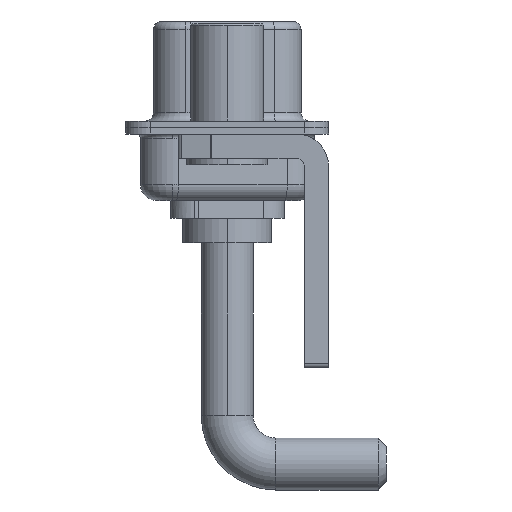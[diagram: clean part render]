
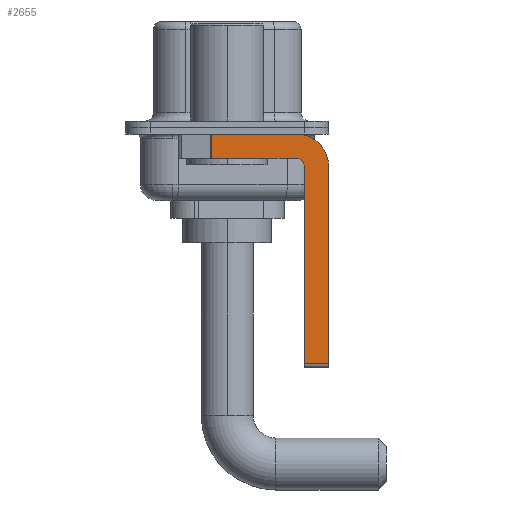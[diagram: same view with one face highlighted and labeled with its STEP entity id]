
A CAD part, left-side view. The second image highlights one B-rep face of the part: STEP entity #2655.
In plain terms, the highlighted planar face has unit normal (-1, 0, 0).
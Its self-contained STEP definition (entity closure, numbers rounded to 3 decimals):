
#325 = DIRECTION ( 'NONE',  ( 0., 0., -1. ) ) ;
#387 = CARTESIAN_POINT ( 'NONE',  ( -2.9, 0.978, -0.4 ) ) ;
#535 = DIRECTION ( 'NONE',  ( 1., 0., 0. ) ) ;
#573 = CARTESIAN_POINT ( 'NONE',  ( -2.9, -4.75, -14.8 ) ) ;
#722 = DIRECTION ( 'NONE',  ( 0., 1., 0. ) ) ;
#906 = ORIENTED_EDGE ( 'NONE', *, *, #9841, .F. ) ;
#1177 = EDGE_CURVE ( 'NONE', #13832, #2957, #9507, .T. ) ;
#1190 = CARTESIAN_POINT ( 'NONE',  ( -2.9, -4.25, -2.4 ) ) ;
#2013 = EDGE_CURVE ( 'NONE', #4262, #16024, #9371, .T. ) ;
#2239 = LINE ( 'NONE', #9306, #14214 ) ;
#2655 = ADVANCED_FACE ( 'NONE', ( #3455 ), #7514, .F. ) ;
#2957 = VERTEX_POINT ( 'NONE', #16393 ) ;
#3222 = LINE ( 'NONE', #573, #10708 ) ;
#3455 = FACE_OUTER_BOUND ( 'NONE', #12446, .T. ) ;
#4116 = DIRECTION ( 'NONE',  ( -1., 0., 0. ) ) ;
#4262 = VERTEX_POINT ( 'NONE', #387 ) ;
#4438 = ORIENTED_EDGE ( 'NONE', *, *, #7187, .F. ) ;
#4885 = DIRECTION ( 'NONE',  ( 0., -1., 0. ) ) ;
#5948 = VERTEX_POINT ( 'NONE', #9988 ) ;
#6007 = CARTESIAN_POINT ( 'NONE',  ( -2.9, -6.25, -2.4 ) ) ;
#7096 = ORIENTED_EDGE ( 'NONE', *, *, #2013, .F. ) ;
#7187 = EDGE_CURVE ( 'NONE', #8097, #10077, #18547, .T. ) ;
#7514 = PLANE ( 'NONE',  #17201 ) ;
#8097 = VERTEX_POINT ( 'NONE', #8395 ) ;
#8395 = CARTESIAN_POINT ( 'NONE',  ( -2.9, -4.75, -2.4 ) ) ;
#8492 = VERTEX_POINT ( 'NONE', #13293 ) ;
#8629 = VECTOR ( 'NONE', #16931, 1000. ) ;
#8900 = CARTESIAN_POINT ( 'NONE',  ( -2.9, -4.25, -2.4 ) ) ;
#9306 = CARTESIAN_POINT ( 'NONE',  ( -2.9, -4.25, -14.55 ) ) ;
#9371 = LINE ( 'NONE', #15131, #15978 ) ;
#9507 = LINE ( 'NONE', #15273, #9649 ) ;
#9571 = CARTESIAN_POINT ( 'NONE',  ( -2.9, -4.25, -0.4 ) ) ;
#9649 = VECTOR ( 'NONE', #9965, 1000. ) ;
#9841 = EDGE_CURVE ( 'NONE', #10077, #5948, #15051, .T. ) ;
#9965 = DIRECTION ( 'NONE',  ( 0., 0., -1. ) ) ;
#9988 = CARTESIAN_POINT ( 'NONE',  ( -2.9, 0.978, -1.9 ) ) ;
#10077 = VERTEX_POINT ( 'NONE', #12691 ) ;
#10311 = DIRECTION ( 'NONE',  ( 1., 0., 0. ) ) ;
#10708 = VECTOR ( 'NONE', #17899, 1000. ) ;
#10724 = CARTESIAN_POINT ( 'NONE',  ( -2.9, -4.25, -1.9 ) ) ;
#11194 = CARTESIAN_POINT ( 'NONE',  ( -2.9, 0.978, -1.9 ) ) ;
#12253 = AXIS2_PLACEMENT_3D ( 'NONE', #1190, #4116, #15703 ) ;
#12446 = EDGE_LOOP ( 'NONE', ( #7096, #14585, #906, #4438, #17153, #17191, #17355, #14687 ) ) ;
#12691 = CARTESIAN_POINT ( 'NONE',  ( -2.9, -4.25, -1.9 ) ) ;
#13275 = CARTESIAN_POINT ( 'NONE',  ( -2.9, -4.25, -2.4 ) ) ;
#13293 = CARTESIAN_POINT ( 'NONE',  ( -2.9, -4.75, -14.55 ) ) ;
#13522 = EDGE_CURVE ( 'NONE', #8492, #2957, #2239, .T. ) ;
#13832 = VERTEX_POINT ( 'NONE', #6007 ) ;
#14214 = VECTOR ( 'NONE', #4885, 1000. ) ;
#14347 = EDGE_CURVE ( 'NONE', #16024, #13832, #14554, .T. ) ;
#14554 = CIRCLE ( 'NONE', #17236, 2. ) ;
#14585 = ORIENTED_EDGE ( 'NONE', *, *, #17723, .T. ) ;
#14687 = ORIENTED_EDGE ( 'NONE', *, *, #14347, .F. ) ;
#14716 = VECTOR ( 'NONE', #722, 1000. ) ;
#15051 = LINE ( 'NONE', #10724, #14716 ) ;
#15131 = CARTESIAN_POINT ( 'NONE',  ( -2.9, 3., -0.4 ) ) ;
#15273 = CARTESIAN_POINT ( 'NONE',  ( -2.9, -6.25, -2.4 ) ) ;
#15703 = DIRECTION ( 'NONE',  ( 0., 0., 1. ) ) ;
#15978 = VECTOR ( 'NONE', #17667, 1000. ) ;
#16024 = VERTEX_POINT ( 'NONE', #9571 ) ;
#16269 = DIRECTION ( 'NONE',  ( 0., 0., -1. ) ) ;
#16393 = CARTESIAN_POINT ( 'NONE',  ( -2.9, -6.25, -14.55 ) ) ;
#16931 = DIRECTION ( 'NONE',  ( 0., 0., -1. ) ) ;
#17000 = EDGE_CURVE ( 'NONE', #8492, #8097, #3222, .T. ) ;
#17153 = ORIENTED_EDGE ( 'NONE', *, *, #17000, .F. ) ;
#17191 = ORIENTED_EDGE ( 'NONE', *, *, #13522, .T. ) ;
#17201 = AXIS2_PLACEMENT_3D ( 'NONE', #13275, #535, #16269 ) ;
#17236 = AXIS2_PLACEMENT_3D ( 'NONE', #8900, #10311, #325 ) ;
#17355 = ORIENTED_EDGE ( 'NONE', *, *, #1177, .F. ) ;
#17667 = DIRECTION ( 'NONE',  ( 0., -1., 0. ) ) ;
#17723 = EDGE_CURVE ( 'NONE', #4262, #5948, #18333, .T. ) ;
#17899 = DIRECTION ( 'NONE',  ( 0., 0., 1. ) ) ;
#18333 = LINE ( 'NONE', #11194, #8629 ) ;
#18547 = CIRCLE ( 'NONE', #12253, 0.5 ) ;
